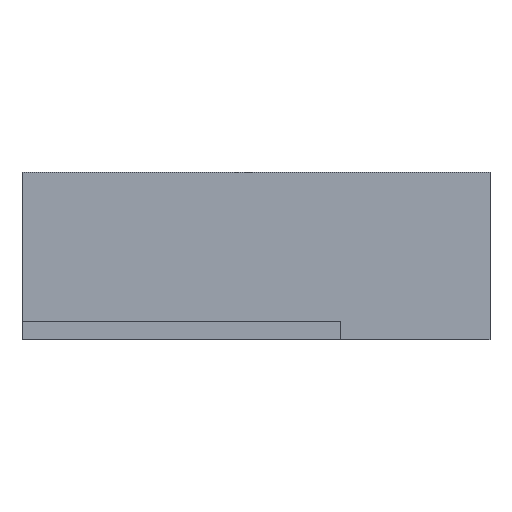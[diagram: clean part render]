
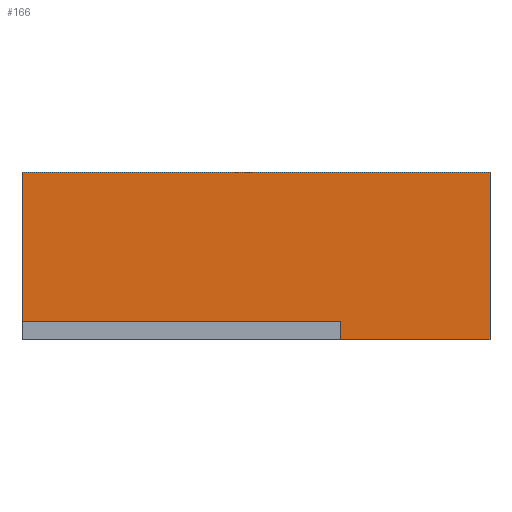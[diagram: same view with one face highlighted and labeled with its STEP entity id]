
A CAD part, left-side view. The second image highlights one B-rep face of the part: STEP entity #166.
In plain terms, the highlighted planar face has unit normal (-1, 0, 0).
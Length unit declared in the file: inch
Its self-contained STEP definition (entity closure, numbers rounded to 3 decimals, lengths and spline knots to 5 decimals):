
#20=FACE_OUTER_BOUND('',#29,.T.);
#29=EDGE_LOOP('',(#132,#133,#134,#135,#136,#137));
#34=LINE('',#240,#55);
#40=LINE('',#252,#61);
#48=LINE('',#267,#69);
#49=LINE('',#270,#70);
#50=LINE('',#272,#71);
#51=LINE('',#273,#72);
#55=VECTOR('',#198,0.3937);
#61=VECTOR('',#208,0.3937);
#69=VECTOR('',#220,0.3937);
#70=VECTOR('',#223,0.3937);
#71=VECTOR('',#224,0.3937);
#72=VECTOR('',#225,0.3937);
#75=VERTEX_POINT('',#236);
#77=VERTEX_POINT('',#239);
#81=VERTEX_POINT('',#251);
#86=VERTEX_POINT('',#265);
#87=VERTEX_POINT('',#269);
#88=VERTEX_POINT('',#271);
#90=EDGE_CURVE('',#77,#75,#34,.T.);
#96=EDGE_CURVE('',#81,#77,#40,.T.);
#104=EDGE_CURVE('',#86,#75,#48,.T.);
#105=EDGE_CURVE('',#87,#86,#49,.T.);
#106=EDGE_CURVE('',#88,#87,#50,.T.);
#107=EDGE_CURVE('',#81,#88,#51,.T.);
#132=ORIENTED_EDGE('',*,*,#105,.F.);
#133=ORIENTED_EDGE('',*,*,#106,.F.);
#134=ORIENTED_EDGE('',*,*,#107,.F.);
#135=ORIENTED_EDGE('',*,*,#96,.T.);
#136=ORIENTED_EDGE('',*,*,#90,.T.);
#137=ORIENTED_EDGE('',*,*,#104,.F.);
#157=PLANE('',#189);
#166=ADVANCED_FACE('',(#20),#157,.T.);
#189=AXIS2_PLACEMENT_3D('',#268,#221,#222);
#198=DIRECTION('',(0.,0.,-1.));
#208=DIRECTION('',(0.,-1.,0.));
#220=DIRECTION('',(0.,1.,0.));
#221=DIRECTION('center_axis',(-1.,0.,0.));
#222=DIRECTION('ref_axis',(0.,0.,-1.));
#223=DIRECTION('',(0.,0.,-1.));
#224=DIRECTION('',(0.,-1.,0.));
#225=DIRECTION('',(0.,0.,1.));
#236=CARTESIAN_POINT('',(300.5,-5.25,95.3125));
#239=CARTESIAN_POINT('',(300.5,-5.25,97.0625));
#240=CARTESIAN_POINT('',(300.5,-5.25,97.0625));
#251=CARTESIAN_POINT('',(300.5,25.25,97.0625));
#252=CARTESIAN_POINT('',(300.5,25.25,97.0625));
#265=CARTESIAN_POINT('',(300.5,-19.5,95.3125));
#267=CARTESIAN_POINT('',(300.5,10.,95.3125));
#268=CARTESIAN_POINT('Origin',(300.5,25.25,111.3125));
#269=CARTESIAN_POINT('',(300.5,-19.5,111.3125));
#270=CARTESIAN_POINT('',(300.5,-19.5,100.1875));
#271=CARTESIAN_POINT('',(300.5,25.25,111.3125));
#272=CARTESIAN_POINT('',(300.5,25.25,111.3125));
#273=CARTESIAN_POINT('',(300.5,25.25,97.0625));
